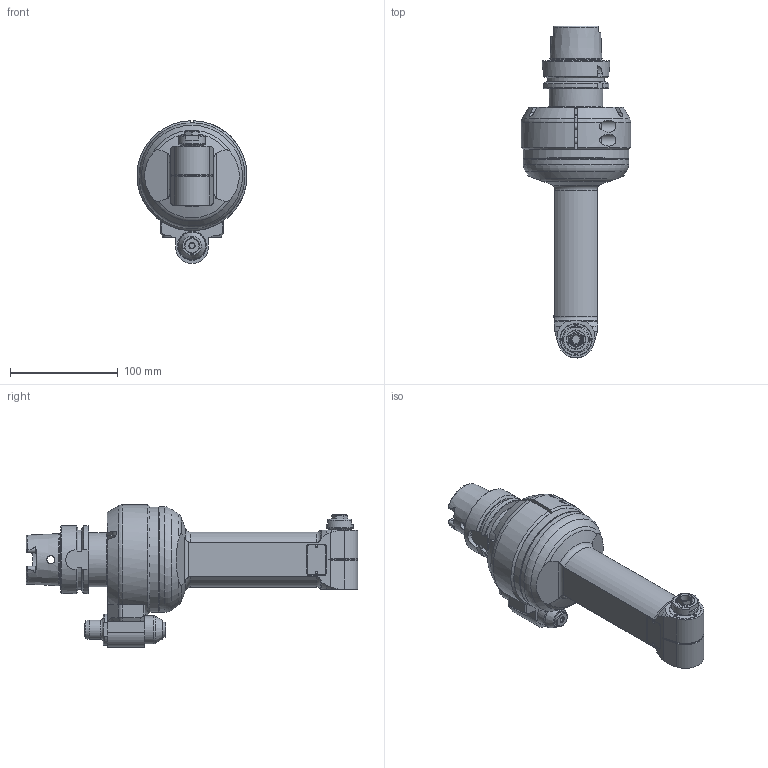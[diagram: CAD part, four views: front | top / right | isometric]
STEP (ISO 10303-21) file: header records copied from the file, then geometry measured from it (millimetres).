
FILE_DESCRIPTION(/* description */ (''),/* implementation_level */ '2;1');
FILE_NAME(/* name */ '9.F90.07L00-1H63.stp',/* time_stamp */ '2018-05-14T13:13:47-04:00',/* author */ ('dhartman'),/* organization */ (''),/* preprocessor_version */ 'ST-DEVELOPER v16.1',/* originating_system */ 'Autodesk Inventor 2016',/* authorisation */ '');
FILE_SCHEMA (('AUTOMOTIVE_DESIGN { 1 0 10303 214 3 1 1 }'));
Length unit declared in the file: millimetre
Products named in the file (8): 9FL1ATC; 9HSK631ATC; 9F18T165A; 9F18T100; 9F18T165_ASM; 9_GA1_566_2_1_H63; 9.F90.07L00; 9.F90.07L00-1H63
Assembly tree (7 placements, depth 4):
  9.F90.07L00-1H63
    9_GA1_566_2_1_H63
      9FL1ATC
      9HSK631ATC
      9F18T165_ASM
        9F18T165A
        9F18T100
    9.F90.07L00
Bounding box: 101.99 x 307.94 x 132.23 mm (x, y, z)
Volume: 821596 mm3; surface area: 144199.3 mm2
Topology: 4 solids, 5 shells, 558 faces, 1407 edges, 910 vertices
Faces by surface type: plane 264, cylinder 138, cone 110, torus 38, bspline 6, sphere 2
Full cylindrical faces by diameter (mm): 2.5 x3, 2.6 x10, 3 x2, 4.2 x2, 5 x2, 6 x4, 6.5 x1, 7 x1, 7.5 x3, 8 x2, 8.5 x1, 9 x1, 10 x5, 10.4 x2, 10.8 x1, 11 x2, 11.6 x1, 12 x3, 12.5 x2, 14 x1, 18 x3, 18.6 x1, 20 x1, 25 x1, 26 x1, 27 x1, 34 x2, 40 x1, 48.038 x1, 50 x1
Entity records: 46373 total; most frequent: CARTESIAN_POINT 33816, DIRECTION 2488, ORIENTED_EDGE 2410, EDGE_CURVE 1205, AXIS2_PLACEMENT_3D 995, VERTEX_POINT 843, EDGE_LOOP 755, FACE_OUTER_BOUND 557
